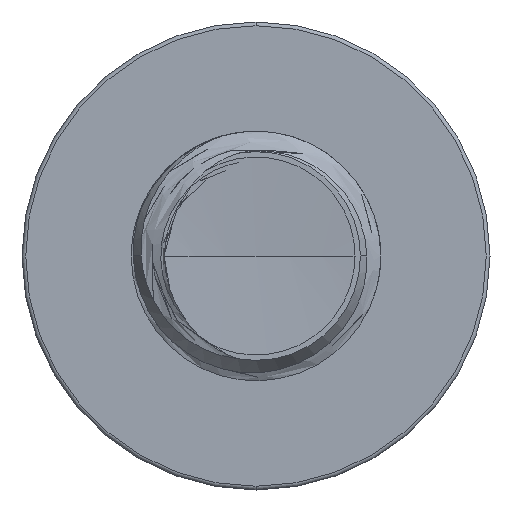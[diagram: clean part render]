
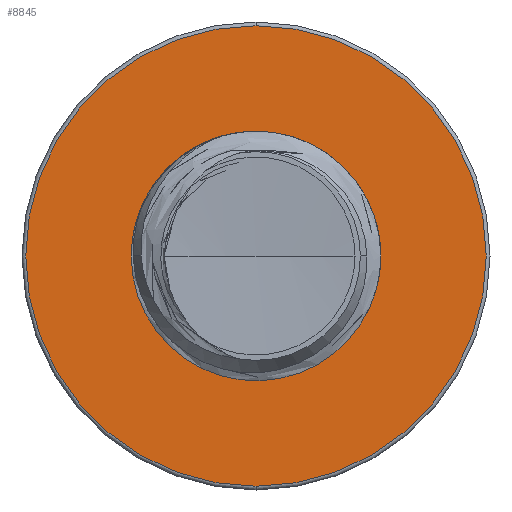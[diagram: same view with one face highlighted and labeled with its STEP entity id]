
A CAD part, front view. The second image highlights one B-rep face of the part: STEP entity #8845.
In plain terms, the highlighted planar face has unit normal (0, -1, 0).
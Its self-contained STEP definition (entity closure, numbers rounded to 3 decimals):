
#723 = DIRECTION ( 'NONE',  ( 0., -1., 0. ) ) ;
#1059 = ORIENTED_EDGE ( 'NONE', *, *, #12781, .F. ) ;
#1208 = CIRCLE ( 'NONE', #12677, 0.786 ) ;
#1841 = CARTESIAN_POINT ( 'NONE',  ( 0., 3.5, 0. ) ) ;
#2569 = VERTEX_POINT ( 'NONE', #14450 ) ;
#2997 = CARTESIAN_POINT ( 'NONE',  ( 0., 3.5, 0. ) ) ;
#3204 = DIRECTION ( 'NONE',  ( 0., 0., -1. ) ) ;
#3533 = CIRCLE ( 'NONE', #11872, 0.786 ) ;
#3691 = CARTESIAN_POINT ( 'NONE',  ( 0., 3.5, 0.786 ) ) ;
#4198 = CARTESIAN_POINT ( 'NONE',  ( 0., 3.5, 0. ) ) ;
#4370 = DIRECTION ( 'NONE',  ( 0., 0., -1. ) ) ;
#4409 = EDGE_CURVE ( 'NONE', #16482, #8887, #12727, .T. ) ;
#5584 = DIRECTION ( 'NONE',  ( 0., 0., -1. ) ) ;
#6091 = ORIENTED_EDGE ( 'NONE', *, *, #9349, .T. ) ;
#6389 = CARTESIAN_POINT ( 'NONE',  ( 0., 3.5, -1.476 ) ) ;
#6451 = DIRECTION ( 'NONE',  ( 0., -1., 0. ) ) ;
#6981 = FACE_OUTER_BOUND ( 'NONE', #9555, .T. ) ;
#7393 = EDGE_LOOP ( 'NONE', ( #1059, #15268 ) ) ;
#7624 = AXIS2_PLACEMENT_3D ( 'NONE', #3691, #6451, #15930 ) ;
#8411 = AXIS2_PLACEMENT_3D ( 'NONE', #2997, #12577, #4370 ) ;
#8763 = VERTEX_POINT ( 'NONE', #9150 ) ;
#8845 = ADVANCED_FACE ( 'NONE', ( #6981, #9755 ), #17158, .T. ) ;
#8873 = CARTESIAN_POINT ( 'NONE',  ( 0., 3.5, 0. ) ) ;
#8887 = VERTEX_POINT ( 'NONE', #6389 ) ;
#8896 = CIRCLE ( 'NONE', #16633, 1.476 ) ;
#9150 = CARTESIAN_POINT ( 'NONE',  ( 0., 3.5, 0.786 ) ) ;
#9349 = EDGE_CURVE ( 'NONE', #8887, #16482, #8896, .T. ) ;
#9555 = EDGE_LOOP ( 'NONE', ( #6091, #14745 ) ) ;
#9755 = FACE_BOUND ( 'NONE', #7393, .T. ) ;
#10021 = EDGE_CURVE ( 'NONE', #8763, #2569, #3533, .T. ) ;
#10250 = DIRECTION ( 'NONE',  ( 0., 0., -1. ) ) ;
#11398 = DIRECTION ( 'NONE',  ( 0., -1., 0. ) ) ;
#11872 = AXIS2_PLACEMENT_3D ( 'NONE', #4198, #13786, #5584 ) ;
#12577 = DIRECTION ( 'NONE',  ( 0., -1., 0. ) ) ;
#12677 = AXIS2_PLACEMENT_3D ( 'NONE', #8873, #723, #10250 ) ;
#12727 = CIRCLE ( 'NONE', #8411, 1.476 ) ;
#12781 = EDGE_CURVE ( 'NONE', #2569, #8763, #1208, .T. ) ;
#13786 = DIRECTION ( 'NONE',  ( 0., -1., 0. ) ) ;
#14450 = CARTESIAN_POINT ( 'NONE',  ( 0., 3.5, -0.786 ) ) ;
#14745 = ORIENTED_EDGE ( 'NONE', *, *, #4409, .T. ) ;
#15268 = ORIENTED_EDGE ( 'NONE', *, *, #10021, .F. ) ;
#15930 = DIRECTION ( 'NONE',  ( 0., 0., -1. ) ) ;
#16482 = VERTEX_POINT ( 'NONE', #17418 ) ;
#16633 = AXIS2_PLACEMENT_3D ( 'NONE', #1841, #11398, #3204 ) ;
#17158 = PLANE ( 'NONE',  #7624 ) ;
#17418 = CARTESIAN_POINT ( 'NONE',  ( 0., 3.5, 1.476 ) ) ;
